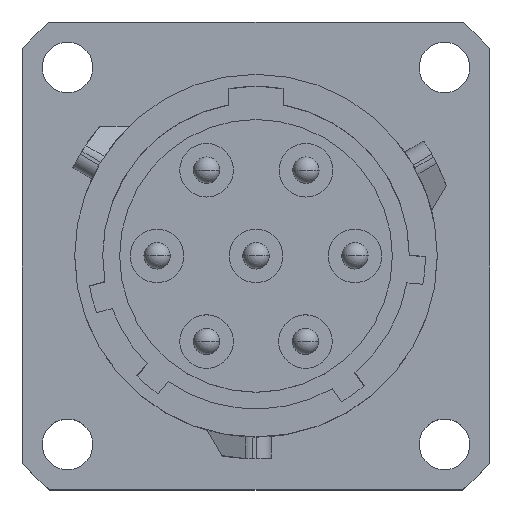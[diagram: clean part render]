
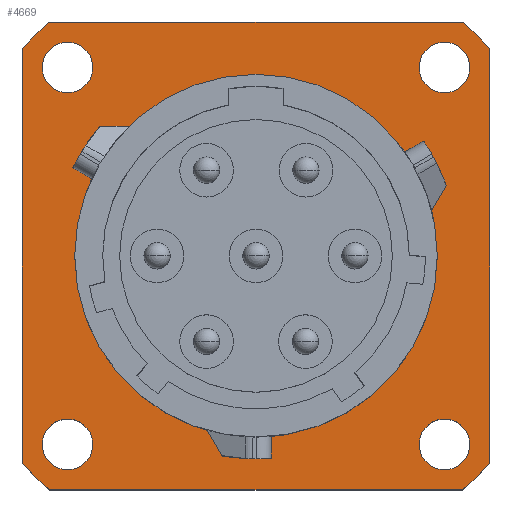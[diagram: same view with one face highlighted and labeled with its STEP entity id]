
A CAD part, top view. The second image highlights one B-rep face of the part: STEP entity #4669.
In plain terms, the highlighted planar face has unit normal (0, 0, 1).
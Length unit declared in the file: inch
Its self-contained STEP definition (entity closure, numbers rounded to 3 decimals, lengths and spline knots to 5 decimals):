
#89=CARTESIAN_POINT('',(0.,0.,0.));
#90=DIRECTION('',(0.,0.,-1.));
#91=DIRECTION('',(1.,0.,0.));
#92=AXIS2_PLACEMENT_3D('',#89,#90,#91);
#139=CARTESIAN_POINT('',(0.,0.,0.));
#140=DIRECTION('',(0.,0.,1.));
#141=DIRECTION('',(1.,0.,0.));
#142=AXIS2_PLACEMENT_3D('',#139,#140,#141);
#218=DIRECTION('',(1.,0.,0.));
#219=VECTOR('',#218,0.99238);
#220=CARTESIAN_POINT('',(-0.49619,0.5624,0.));
#221=LINE('',#220,#219);
#222=CARTESIAN_POINT('',(0.,0.,0.));
#223=DIRECTION('',(0.,0.,-1.));
#224=DIRECTION('',(0.662,0.75,0.));
#225=AXIS2_PLACEMENT_3D('',#222,#223,#224);
#227=DIRECTION('',(0.,-1.,0.));
#228=VECTOR('',#227,0.99238);
#229=CARTESIAN_POINT('',(0.5624,0.49619,0.));
#230=LINE('',#229,#228);
#231=CARTESIAN_POINT('',(0.,0.,0.));
#232=DIRECTION('',(0.,0.,-1.));
#233=DIRECTION('',(0.75,-0.662,0.));
#234=AXIS2_PLACEMENT_3D('',#231,#232,#233);
#236=DIRECTION('',(-1.,0.,0.));
#237=VECTOR('',#236,0.99238);
#238=CARTESIAN_POINT('',(0.49619,-0.5624,0.));
#239=LINE('',#238,#237);
#240=CARTESIAN_POINT('',(0.,0.,0.));
#241=DIRECTION('',(0.,0.,-1.));
#242=DIRECTION('',(-0.662,-0.75,0.));
#243=AXIS2_PLACEMENT_3D('',#240,#241,#242);
#245=DIRECTION('',(0.,1.,0.));
#246=VECTOR('',#245,0.99238);
#247=CARTESIAN_POINT('',(-0.5624,-0.49619,0.));
#248=LINE('',#247,#246);
#249=CARTESIAN_POINT('',(0.,0.,0.));
#250=DIRECTION('',(0.,0.,-1.));
#251=DIRECTION('',(-0.75,0.662,0.));
#252=AXIS2_PLACEMENT_3D('',#249,#250,#251);
#254=CARTESIAN_POINT('',(0.45295,0.45295,0.));
#255=DIRECTION('',(0.,0.,1.));
#256=DIRECTION('',(1.,0.,0.));
#257=AXIS2_PLACEMENT_3D('',#254,#255,#256);
#259=CARTESIAN_POINT('',(0.45295,0.45295,0.));
#260=DIRECTION('',(0.,0.,1.));
#261=DIRECTION('',(-1.,0.,0.));
#262=AXIS2_PLACEMENT_3D('',#259,#260,#261);
#264=CARTESIAN_POINT('',(0.45295,-0.45295,0.));
#265=DIRECTION('',(0.,0.,1.));
#266=DIRECTION('',(1.,0.,0.));
#267=AXIS2_PLACEMENT_3D('',#264,#265,#266);
#269=CARTESIAN_POINT('',(0.45295,-0.45295,0.));
#270=DIRECTION('',(0.,0.,1.));
#271=DIRECTION('',(-1.,0.,0.));
#272=AXIS2_PLACEMENT_3D('',#269,#270,#271);
#274=CARTESIAN_POINT('',(-0.45295,-0.45295,0.));
#275=DIRECTION('',(0.,0.,1.));
#276=DIRECTION('',(1.,0.,0.));
#277=AXIS2_PLACEMENT_3D('',#274,#275,#276);
#279=CARTESIAN_POINT('',(-0.45295,-0.45295,0.));
#280=DIRECTION('',(0.,0.,1.));
#281=DIRECTION('',(-1.,0.,0.));
#282=AXIS2_PLACEMENT_3D('',#279,#280,#281);
#284=CARTESIAN_POINT('',(-0.45295,0.45295,0.));
#285=DIRECTION('',(0.,0.,1.));
#286=DIRECTION('',(1.,0.,0.));
#287=AXIS2_PLACEMENT_3D('',#284,#285,#286);
#289=CARTESIAN_POINT('',(-0.45295,0.45295,0.));
#290=DIRECTION('',(0.,0.,1.));
#291=DIRECTION('',(-1.,0.,0.));
#292=AXIS2_PLACEMENT_3D('',#289,#290,#291);
#3849=CARTESIAN_POINT('',(0.43583,0.,0.));
#3851=VERTEX_POINT('',#3849);
#3861=CARTESIAN_POINT('',(-0.43583,0.,0.));
#3863=VERTEX_POINT('',#3861);
#4119=CARTESIAN_POINT('',(-0.49619,0.5624,0.));
#4120=CARTESIAN_POINT('',(0.49619,0.5624,0.));
#4121=VERTEX_POINT('',#4119);
#4122=VERTEX_POINT('',#4120);
#4123=CARTESIAN_POINT('',(0.5624,0.49619,0.));
#4124=CARTESIAN_POINT('',(0.5624,-0.49619,0.));
#4125=VERTEX_POINT('',#4123);
#4126=VERTEX_POINT('',#4124);
#4127=CARTESIAN_POINT('',(0.49619,-0.5624,0.));
#4128=CARTESIAN_POINT('',(-0.49619,-0.5624,0.));
#4129=VERTEX_POINT('',#4127);
#4130=VERTEX_POINT('',#4128);
#4131=CARTESIAN_POINT('',(-0.5624,-0.49619,0.));
#4132=CARTESIAN_POINT('',(-0.5624,0.49619,0.));
#4133=VERTEX_POINT('',#4131);
#4134=VERTEX_POINT('',#4132);
#4151=CARTESIAN_POINT('',(0.51398,0.45295,0.));
#4152=CARTESIAN_POINT('',(0.39193,0.45295,0.));
#4153=VERTEX_POINT('',#4151);
#4154=VERTEX_POINT('',#4152);
#4155=CARTESIAN_POINT('',(0.51398,-0.45295,0.));
#4156=CARTESIAN_POINT('',(0.39193,-0.45295,0.));
#4157=VERTEX_POINT('',#4155);
#4158=VERTEX_POINT('',#4156);
#4159=CARTESIAN_POINT('',(-0.39193,-0.45295,0.));
#4160=CARTESIAN_POINT('',(-0.51398,-0.45295,0.));
#4161=VERTEX_POINT('',#4159);
#4162=VERTEX_POINT('',#4160);
#4163=CARTESIAN_POINT('',(-0.39193,0.45295,0.));
#4164=CARTESIAN_POINT('',(-0.51398,0.45295,0.));
#4165=VERTEX_POINT('',#4163);
#4166=VERTEX_POINT('',#4164);
#4618=CARTESIAN_POINT('',(0.,0.,0.));
#4619=DIRECTION('',(0.,0.,-1.));
#4620=DIRECTION('',(-1.,0.,0.));
#4621=AXIS2_PLACEMENT_3D('',#4618,#4619,#4620);
#4622=PLANE('',#4621);
#4624=ORIENTED_EDGE('',*,*,#4623,.T.);
#4626=ORIENTED_EDGE('',*,*,#4625,.T.);
#4628=ORIENTED_EDGE('',*,*,#4627,.T.);
#4630=ORIENTED_EDGE('',*,*,#4629,.T.);
#4632=ORIENTED_EDGE('',*,*,#4631,.T.);
#4634=ORIENTED_EDGE('',*,*,#4633,.T.);
#4636=ORIENTED_EDGE('',*,*,#4635,.T.);
#4638=ORIENTED_EDGE('',*,*,#4637,.T.);
#4639=EDGE_LOOP('',(#4624,#4626,#4628,#4630,#4632,#4634,#4636,#4638));
#4640=FACE_OUTER_BOUND('',#4639,.F.);
#4641=ORIENTED_EDGE('',*,*,#4569,.T.);
#4642=ORIENTED_EDGE('',*,*,#4531,.F.);
#4643=EDGE_LOOP('',(#4641,#4642));
#4644=FACE_BOUND('',#4643,.F.);
#4646=ORIENTED_EDGE('',*,*,#4645,.T.);
#4648=ORIENTED_EDGE('',*,*,#4647,.T.);
#4649=EDGE_LOOP('',(#4646,#4648));
#4650=FACE_BOUND('',#4649,.F.);
#4652=ORIENTED_EDGE('',*,*,#4651,.T.);
#4654=ORIENTED_EDGE('',*,*,#4653,.T.);
#4655=EDGE_LOOP('',(#4652,#4654));
#4656=FACE_BOUND('',#4655,.F.);
#4658=ORIENTED_EDGE('',*,*,#4657,.T.);
#4660=ORIENTED_EDGE('',*,*,#4659,.T.);
#4661=EDGE_LOOP('',(#4658,#4660));
#4662=FACE_BOUND('',#4661,.F.);
#4664=ORIENTED_EDGE('',*,*,#4663,.T.);
#4666=ORIENTED_EDGE('',*,*,#4665,.T.);
#4667=EDGE_LOOP('',(#4664,#4666));
#4668=FACE_BOUND('',#4667,.F.);
#4669=ADVANCED_FACE('',(#4640,#4644,#4650,#4656,#4662,#4668),#4622,.F.);
#93=CIRCLE('',#92,0.43583);
#143=CIRCLE('',#142,0.43583);
#226=CIRCLE('',#225,0.75);
#235=CIRCLE('',#234,0.75);
#244=CIRCLE('',#243,0.75);
#253=CIRCLE('',#252,0.75);
#258=CIRCLE('',#257,0.06102);
#263=CIRCLE('',#262,0.06102);
#268=CIRCLE('',#267,0.06102);
#273=CIRCLE('',#272,0.06102);
#278=CIRCLE('',#277,0.06102);
#283=CIRCLE('',#282,0.06102);
#288=CIRCLE('',#287,0.06102);
#293=CIRCLE('',#292,0.06102);
#4531=EDGE_CURVE('',#3851,#3863,#93,.T.);
#4569=EDGE_CURVE('',#3851,#3863,#143,.T.);
#4623=EDGE_CURVE('',#4121,#4122,#221,.T.);
#4625=EDGE_CURVE('',#4122,#4125,#226,.T.);
#4627=EDGE_CURVE('',#4125,#4126,#230,.T.);
#4629=EDGE_CURVE('',#4126,#4129,#235,.T.);
#4631=EDGE_CURVE('',#4129,#4130,#239,.T.);
#4633=EDGE_CURVE('',#4130,#4133,#244,.T.);
#4635=EDGE_CURVE('',#4133,#4134,#248,.T.);
#4637=EDGE_CURVE('',#4134,#4121,#253,.T.);
#4645=EDGE_CURVE('',#4153,#4154,#258,.T.);
#4647=EDGE_CURVE('',#4154,#4153,#263,.T.);
#4651=EDGE_CURVE('',#4157,#4158,#268,.T.);
#4653=EDGE_CURVE('',#4158,#4157,#273,.T.);
#4657=EDGE_CURVE('',#4161,#4162,#278,.T.);
#4659=EDGE_CURVE('',#4162,#4161,#283,.T.);
#4663=EDGE_CURVE('',#4165,#4166,#288,.T.);
#4665=EDGE_CURVE('',#4166,#4165,#293,.T.);
